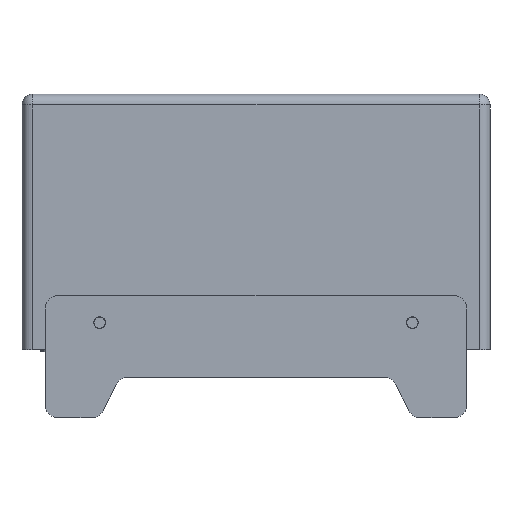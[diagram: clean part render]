
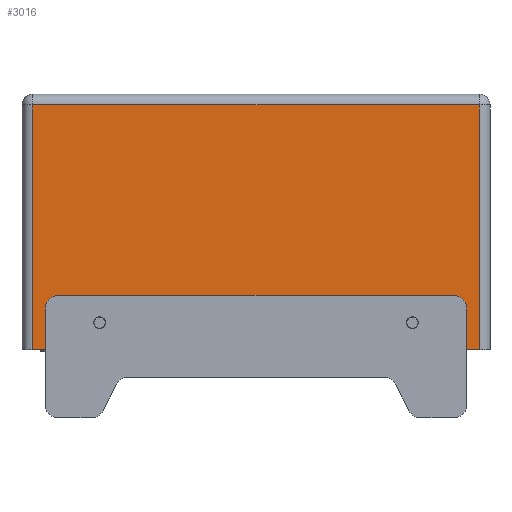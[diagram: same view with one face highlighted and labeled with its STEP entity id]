
A CAD part, front view. The second image highlights one B-rep face of the part: STEP entity #3016.
In plain terms, the highlighted planar face has unit normal (0, -1, 0).
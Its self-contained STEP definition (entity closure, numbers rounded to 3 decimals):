
#94=FACE_BOUND('',#428,.T.);
#124=PLANE('',#3315);
#249=FACE_OUTER_BOUND('',#427,.T.);
#427=EDGE_LOOP('',(#2188,#2189,#2190,#2191,#2192,#2193,#2194,#2195));
#428=EDGE_LOOP('',(#2196));
#661=LINE('',#4608,#994);
#662=LINE('',#4614,#995);
#663=LINE('',#4616,#996);
#664=LINE('',#4618,#997);
#665=LINE('',#4620,#998);
#666=LINE('',#4621,#999);
#667=LINE('',#4623,#1000);
#668=LINE('',#4624,#1001);
#994=VECTOR('',#3687,1000.);
#995=VECTOR('',#3694,1000.);
#996=VECTOR('',#3695,1000.);
#997=VECTOR('',#3696,1000.);
#998=VECTOR('',#3697,1000.);
#999=VECTOR('',#3698,1000.);
#1000=VECTOR('',#3699,1000.);
#1001=VECTOR('',#3700,1000.);
#1270=CIRCLE('',#3283,3.);
#1368=VERTEX_POINT('',#4456);
#1430=VERTEX_POINT('',#4606);
#1431=VERTEX_POINT('',#4607);
#1432=VERTEX_POINT('',#4612);
#1433=VERTEX_POINT('',#4613);
#1434=VERTEX_POINT('',#4615);
#1435=VERTEX_POINT('',#4617);
#1436=VERTEX_POINT('',#4619);
#1437=VERTEX_POINT('',#4622);
#1651=EDGE_CURVE('',#1368,#1368,#1270,.T.);
#1725=EDGE_CURVE('',#1430,#1431,#661,.T.);
#1728=EDGE_CURVE('',#1432,#1433,#662,.T.);
#1729=EDGE_CURVE('',#1433,#1434,#663,.T.);
#1730=EDGE_CURVE('',#1434,#1435,#664,.T.);
#1731=EDGE_CURVE('',#1436,#1435,#665,.T.);
#1732=EDGE_CURVE('',#1436,#1430,#666,.T.);
#1733=EDGE_CURVE('',#1431,#1437,#667,.T.);
#1734=EDGE_CURVE('',#1437,#1432,#668,.T.);
#2188=ORIENTED_EDGE('',*,*,#1728,.T.);
#2189=ORIENTED_EDGE('',*,*,#1729,.T.);
#2190=ORIENTED_EDGE('',*,*,#1730,.T.);
#2191=ORIENTED_EDGE('',*,*,#1731,.F.);
#2192=ORIENTED_EDGE('',*,*,#1732,.T.);
#2193=ORIENTED_EDGE('',*,*,#1725,.T.);
#2194=ORIENTED_EDGE('',*,*,#1733,.T.);
#2195=ORIENTED_EDGE('',*,*,#1734,.T.);
#2196=ORIENTED_EDGE('',*,*,#1651,.T.);
#3016=ADVANCED_FACE('',(#249,#94),#124,.F.);
#3283=AXIS2_PLACEMENT_3D('',#4457,#3569,#3570);
#3315=AXIS2_PLACEMENT_3D('',#4611,#3692,#3693);
#3569=DIRECTION('center_axis',(0.,1.,0.));
#3570=DIRECTION('ref_axis',(0.,0.,1.));
#3687=DIRECTION('',(0.,0.,-1.));
#3692=DIRECTION('center_axis',(0.,1.,0.));
#3693=DIRECTION('ref_axis',(0.,0.,1.));
#3694=DIRECTION('',(1.,0.,0.));
#3695=DIRECTION('',(0.,0.,-1.));
#3696=DIRECTION('',(1.,0.,0.));
#3697=DIRECTION('',(0.,0.,-1.));
#3698=DIRECTION('',(-1.,0.,0.));
#3699=DIRECTION('',(1.,0.,0.));
#3700=DIRECTION('',(0.,0.,1.));
#4456=CARTESIAN_POINT('',(28.5,-30.,7.));
#4457=CARTESIAN_POINT('Origin',(28.5,-30.,10.));
#4606=CARTESIAN_POINT('',(4.,-30.,90.));
#4607=CARTESIAN_POINT('',(4.,-30.,0.));
#4608=CARTESIAN_POINT('',(4.,-30.,94.));
#4611=CARTESIAN_POINT('Origin',(4.,-30.,94.));
#4612=CARTESIAN_POINT('',(104.45,-30.,13.05));
#4613=CARTESIAN_POINT('',(152.55,-30.,13.05));
#4614=CARTESIAN_POINT('',(152.55,-30.,13.05));
#4615=CARTESIAN_POINT('',(152.55,-30.,0.));
#4616=CARTESIAN_POINT('',(152.55,-30.,-0.05));
#4617=CARTESIAN_POINT('',(168.,-30.,0.));
#4618=CARTESIAN_POINT('',(4.,-30.,0.));
#4619=CARTESIAN_POINT('',(168.,-30.,90.));
#4620=CARTESIAN_POINT('',(168.,-30.,94.));
#4621=CARTESIAN_POINT('',(4.,-30.,90.));
#4622=CARTESIAN_POINT('',(104.45,-30.,0.));
#4623=CARTESIAN_POINT('',(4.,-30.,0.));
#4624=CARTESIAN_POINT('',(104.45,-30.,-0.05));
